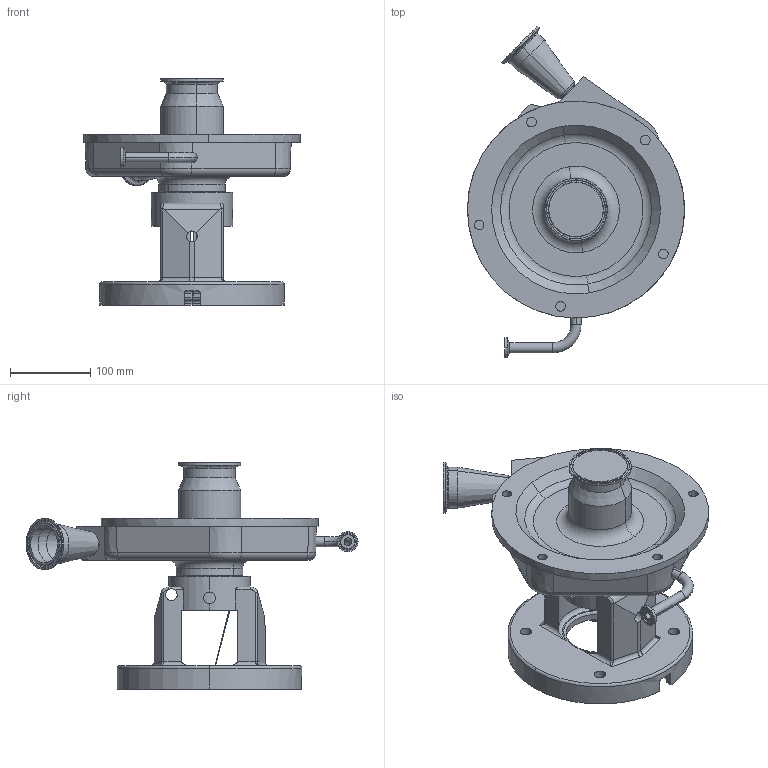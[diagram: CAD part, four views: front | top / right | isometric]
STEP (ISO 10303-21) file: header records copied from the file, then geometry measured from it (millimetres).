
FILE_DESCRIPTION (( 'STEP AP214' ), '1' );
FILE_NAME ('FPX 741-742 180TC 45L 1-2 In ELBOW LEFT.STEP', '2022-12-16T17:53:43', ( '' ), ( '' ), 'SwSTEP 2.0', 'SolidWorks 2021', '' );
FILE_SCHEMA (( 'AUTOMOTIVE_DESIGN' ));
Length unit declared in the file: millimetre
Products named in the file (2): FPX 741-742 180TC 45L 1-2 In ELBOW LEFT; FPX 740 180TC 45L 1-2 In ELBOW LEFT^1275000080.STEP
Assembly tree (1 placements, depth 2):
  FPX 741-742 180TC 45L 1-2 In ELBOW LEFT
    FPX 740 180TC 45L 1-2 In ELBOW LEFT^1275000080.STEP
Bounding box: 269.96 x 413.06 x 281.5 mm (x, y, z)
Volume: 3820782.8 mm3; surface area: 482619.6 mm2
Topology: 1 solids, 2 shells, 395 faces, 958 edges, 565 vertices
Faces by surface type: cylinder 152, torus 108, plane 71, cone 42, bspline 13, sphere 9
Entity records: 18494 total; most frequent: CARTESIAN_POINT 9110, DIRECTION 2124, ORIENTED_EDGE 1896, EDGE_CURVE 948, AXIS2_PLACEMENT_3D 902, VERTEX_POINT 563, CIRCLE 516, EDGE_LOOP 427
